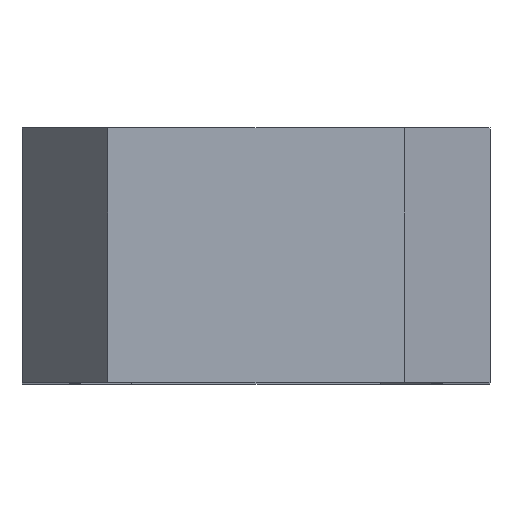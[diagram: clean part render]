
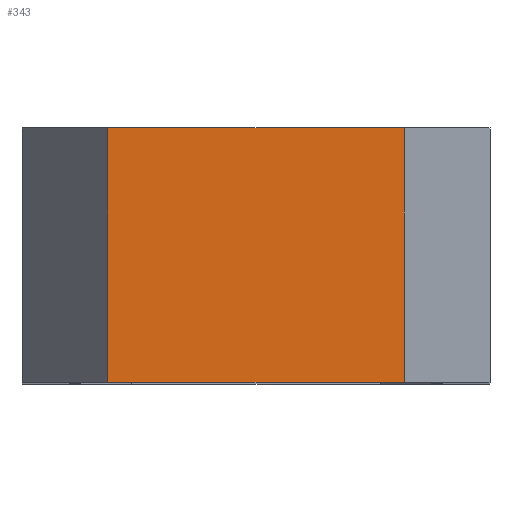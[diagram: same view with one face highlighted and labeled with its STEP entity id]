
A CAD part, top view. The second image highlights one B-rep face of the part: STEP entity #343.
In plain terms, the highlighted planar face has unit normal (0, 0, 1).
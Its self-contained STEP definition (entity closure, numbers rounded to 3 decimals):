
#9 = CARTESIAN_POINT ( 'NONE',  ( 6.26, 10.75, 21.75 ) ) ;
#72 = VECTOR ( 'NONE', #353, 1000. ) ;
#103 = PLANE ( 'NONE',  #271 ) ;
#111 = CARTESIAN_POINT ( 'NONE',  ( -6.26, 0., 21.75 ) ) ;
#176 = VECTOR ( 'NONE', #552, 1000. ) ;
#196 = EDGE_CURVE ( 'NONE', #232, #440, #342, .T. ) ;
#210 = FACE_OUTER_BOUND ( 'NONE', #306, .T. ) ;
#232 = VERTEX_POINT ( 'NONE', #650 ) ;
#253 = LINE ( 'NONE', #521, #72 ) ;
#271 = AXIS2_PLACEMENT_3D ( 'NONE', #502, #606, #379 ) ;
#305 = EDGE_CURVE ( 'NONE', #440, #697, #431, .T. ) ;
#306 = EDGE_LOOP ( 'NONE', ( #418, #554, #524, #344 ) ) ;
#327 = LINE ( 'NONE', #487, #412 ) ;
#342 = LINE ( 'NONE', #376, #439 ) ;
#343 = ADVANCED_FACE ( 'NONE', ( #210 ), #103, .F. ) ;
#344 = ORIENTED_EDGE ( 'NONE', *, *, #196, .T. ) ;
#353 = DIRECTION ( 'NONE',  ( 0., -1., 0. ) ) ;
#376 = CARTESIAN_POINT ( 'NONE',  ( -6.26, 8.75, 21.75 ) ) ;
#379 = DIRECTION ( 'NONE',  ( -1., 0., 0. ) ) ;
#412 = VECTOR ( 'NONE', #590, 1000. ) ;
#418 = ORIENTED_EDGE ( 'NONE', *, *, #305, .T. ) ;
#431 = LINE ( 'NONE', #555, #176 ) ;
#439 = VECTOR ( 'NONE', #592, 1000. ) ;
#440 = VERTEX_POINT ( 'NONE', #111 ) ;
#477 = VERTEX_POINT ( 'NONE', #9 ) ;
#487 = CARTESIAN_POINT ( 'NONE',  ( -6.26, 10.75, 21.75 ) ) ;
#502 = CARTESIAN_POINT ( 'NONE',  ( 6.26, 8.75, 21.75 ) ) ;
#521 = CARTESIAN_POINT ( 'NONE',  ( 6.26, 8.75, 21.75 ) ) ;
#524 = ORIENTED_EDGE ( 'NONE', *, *, #675, .F. ) ;
#526 = EDGE_CURVE ( 'NONE', #477, #697, #253, .T. ) ;
#552 = DIRECTION ( 'NONE',  ( 1., 0., 0. ) ) ;
#554 = ORIENTED_EDGE ( 'NONE', *, *, #526, .F. ) ;
#555 = CARTESIAN_POINT ( 'NONE',  ( 6.26, 0., 21.75 ) ) ;
#585 = CARTESIAN_POINT ( 'NONE',  ( 6.26, 0., 21.75 ) ) ;
#590 = DIRECTION ( 'NONE',  ( 1., 0., 0. ) ) ;
#592 = DIRECTION ( 'NONE',  ( 0., -1., 0. ) ) ;
#606 = DIRECTION ( 'NONE',  ( 0., 0., -1. ) ) ;
#650 = CARTESIAN_POINT ( 'NONE',  ( -6.26, 10.75, 21.75 ) ) ;
#675 = EDGE_CURVE ( 'NONE', #232, #477, #327, .T. ) ;
#697 = VERTEX_POINT ( 'NONE', #585 ) ;
